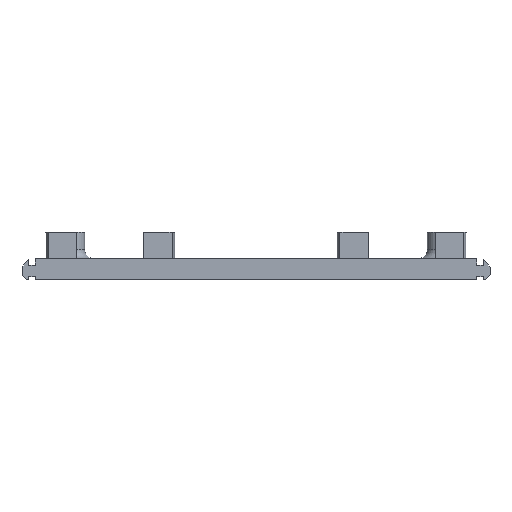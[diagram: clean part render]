
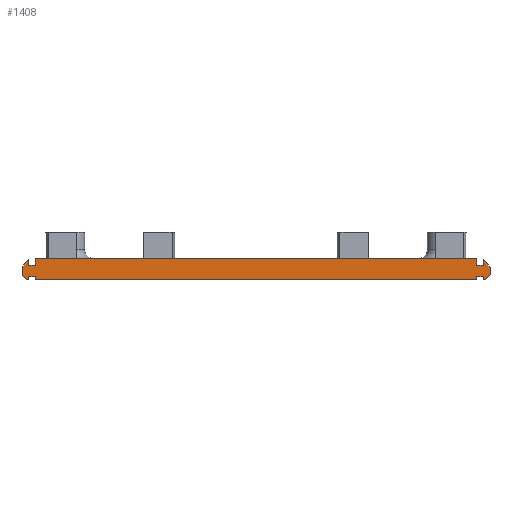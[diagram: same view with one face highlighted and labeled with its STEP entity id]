
A CAD part, front view. The second image highlights one B-rep face of the part: STEP entity #1408.
In plain terms, the highlighted planar face has unit normal (0, -1, 0).
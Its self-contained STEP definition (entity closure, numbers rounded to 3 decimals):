
#59=LINE('',#1961,#209);
#148=LINE('',#2230,#298);
#154=LINE('',#2242,#304);
#158=LINE('',#2251,#308);
#161=LINE('',#2257,#311);
#164=LINE('',#2263,#314);
#165=LINE('',#2266,#315);
#168=LINE('',#2271,#318);
#169=LINE('',#2273,#319);
#170=LINE('',#2275,#320);
#171=LINE('',#2277,#321);
#172=LINE('',#2279,#322);
#173=LINE('',#2281,#323);
#174=LINE('',#2282,#324);
#175=LINE('',#2284,#325);
#176=LINE('',#2286,#326);
#177=LINE('',#2288,#327);
#178=LINE('',#2290,#328);
#179=LINE('',#2292,#329);
#180=LINE('',#2293,#330);
#181=LINE('',#2295,#331);
#182=LINE('',#2296,#332);
#209=VECTOR('',#1571,10.);
#298=VECTOR('',#1846,10.);
#304=VECTOR('',#1854,10.);
#308=VECTOR('',#1860,10.);
#311=VECTOR('',#1865,10.);
#314=VECTOR('',#1870,10.);
#315=VECTOR('',#1873,10.);
#318=VECTOR('',#1878,10.);
#319=VECTOR('',#1879,10.);
#320=VECTOR('',#1880,10.);
#321=VECTOR('',#1881,10.);
#322=VECTOR('',#1882,10.);
#323=VECTOR('',#1883,10.);
#324=VECTOR('',#1884,10.);
#325=VECTOR('',#1885,10.);
#326=VECTOR('',#1886,10.);
#327=VECTOR('',#1887,10.);
#328=VECTOR('',#1888,10.);
#329=VECTOR('',#1889,10.);
#330=VECTOR('',#1890,10.);
#331=VECTOR('',#1891,10.);
#332=VECTOR('',#1892,10.);
#396=PLANE('',#1542);
#472=FACE_OUTER_BOUND('',#574,.T.);
#574=EDGE_LOOP('',(#1241,#1242,#1243,#1244,#1245,#1246,#1247,#1248,#1249,
#1250,#1251,#1252,#1253,#1254,#1255,#1256,#1257,#1258,#1259,#1260,#1261,
#1262));
#637=VERTEX_POINT('',#1959);
#638=VERTEX_POINT('',#1960);
#723=VERTEX_POINT('',#2226);
#725=VERTEX_POINT('',#2229);
#728=VERTEX_POINT('',#2236);
#730=VERTEX_POINT('',#2240);
#732=VERTEX_POINT('',#2245);
#734=VERTEX_POINT('',#2249);
#736=VERTEX_POINT('',#2255);
#738=VERTEX_POINT('',#2261);
#739=VERTEX_POINT('',#2265);
#741=VERTEX_POINT('',#2272);
#742=VERTEX_POINT('',#2274);
#743=VERTEX_POINT('',#2276);
#744=VERTEX_POINT('',#2278);
#745=VERTEX_POINT('',#2280);
#746=VERTEX_POINT('',#2283);
#747=VERTEX_POINT('',#2285);
#748=VERTEX_POINT('',#2287);
#749=VERTEX_POINT('',#2289);
#750=VERTEX_POINT('',#2291);
#751=VERTEX_POINT('',#2294);
#766=EDGE_CURVE('',#637,#638,#59,.T.);
#896=EDGE_CURVE('',#725,#723,#148,.T.);
#902=EDGE_CURVE('',#728,#730,#154,.T.);
#906=EDGE_CURVE('',#732,#734,#158,.T.);
#909=EDGE_CURVE('',#736,#734,#161,.F.);
#912=EDGE_CURVE('',#738,#730,#164,.F.);
#913=EDGE_CURVE('',#739,#725,#165,.T.);
#916=EDGE_CURVE('',#736,#739,#168,.T.);
#917=EDGE_CURVE('',#723,#741,#169,.T.);
#918=EDGE_CURVE('',#742,#741,#170,.F.);
#919=EDGE_CURVE('',#743,#742,#171,.F.);
#920=EDGE_CURVE('',#744,#743,#172,.F.);
#921=EDGE_CURVE('',#745,#744,#173,.F.);
#922=EDGE_CURVE('',#745,#638,#174,.T.);
#923=EDGE_CURVE('',#746,#637,#175,.F.);
#924=EDGE_CURVE('',#746,#747,#176,.T.);
#925=EDGE_CURVE('',#747,#748,#177,.T.);
#926=EDGE_CURVE('',#748,#749,#178,.T.);
#927=EDGE_CURVE('',#750,#749,#179,.F.);
#928=EDGE_CURVE('',#728,#750,#180,.F.);
#929=EDGE_CURVE('',#751,#738,#181,.F.);
#930=EDGE_CURVE('',#751,#732,#182,.T.);
#1241=ORIENTED_EDGE('',*,*,#906,.T.);
#1242=ORIENTED_EDGE('',*,*,#909,.F.);
#1243=ORIENTED_EDGE('',*,*,#916,.T.);
#1244=ORIENTED_EDGE('',*,*,#913,.T.);
#1245=ORIENTED_EDGE('',*,*,#896,.T.);
#1246=ORIENTED_EDGE('',*,*,#917,.T.);
#1247=ORIENTED_EDGE('',*,*,#918,.F.);
#1248=ORIENTED_EDGE('',*,*,#919,.F.);
#1249=ORIENTED_EDGE('',*,*,#920,.F.);
#1250=ORIENTED_EDGE('',*,*,#921,.F.);
#1251=ORIENTED_EDGE('',*,*,#922,.T.);
#1252=ORIENTED_EDGE('',*,*,#766,.F.);
#1253=ORIENTED_EDGE('',*,*,#923,.F.);
#1254=ORIENTED_EDGE('',*,*,#924,.T.);
#1255=ORIENTED_EDGE('',*,*,#925,.T.);
#1256=ORIENTED_EDGE('',*,*,#926,.T.);
#1257=ORIENTED_EDGE('',*,*,#927,.F.);
#1258=ORIENTED_EDGE('',*,*,#928,.F.);
#1259=ORIENTED_EDGE('',*,*,#902,.T.);
#1260=ORIENTED_EDGE('',*,*,#912,.F.);
#1261=ORIENTED_EDGE('',*,*,#929,.F.);
#1262=ORIENTED_EDGE('',*,*,#930,.T.);
#1408=ADVANCED_FACE('',(#472),#396,.F.);
#1542=AXIS2_PLACEMENT_3D('',#2270,#1876,#1877);
#1571=DIRECTION('',(1.,0.,0.));
#1846=DIRECTION('',(1.,0.,0.));
#1854=DIRECTION('',(1.,0.,0.));
#1860=DIRECTION('',(1.,0.,0.));
#1865=DIRECTION('',(0.,0.,1.));
#1870=DIRECTION('',(0.,0.,1.));
#1873=DIRECTION('',(0.,0.,-1.));
#1876=DIRECTION('center_axis',(0.,1.,0.));
#1877=DIRECTION('ref_axis',(1.,0.,0.));
#1878=DIRECTION('',(1.,0.,0.));
#1879=DIRECTION('',(0.657,0.,0.754));
#1880=DIRECTION('',(0.,0.,1.));
#1881=DIRECTION('',(-0.657,0.,0.754));
#1882=DIRECTION('',(0.,0.,-1.));
#1883=DIRECTION('',(-1.,0.,0.));
#1884=DIRECTION('',(0.,0.,1.));
#1885=DIRECTION('',(0.,0.,-1.));
#1886=DIRECTION('',(-1.,0.,0.));
#1887=DIRECTION('',(0.,0.,1.));
#1888=DIRECTION('',(-0.657,0.,-0.754));
#1889=DIRECTION('',(0.,0.,-1.));
#1890=DIRECTION('',(0.657,0.,-0.754));
#1891=DIRECTION('',(1.,0.,0.));
#1892=DIRECTION('',(0.,0.,-1.));
#1959=CARTESIAN_POINT('',(-50.8,0.,2.885));
#1960=CARTESIAN_POINT('',(50.8,0.,2.885));
#1961=CARTESIAN_POINT('',(-51.,0.,2.885));
#2226=CARTESIAN_POINT('',(52.797,0.,-2.));
#2229=CARTESIAN_POINT('',(52.2,0.,-2.));
#2230=CARTESIAN_POINT('',(-27.216,0.,-2.));
#2236=CARTESIAN_POINT('',(-52.797,0.,-2.));
#2240=CARTESIAN_POINT('',(-52.2,0.,-2.));
#2242=CARTESIAN_POINT('',(-27.216,0.,-2.));
#2245=CARTESIAN_POINT('',(-50.8,0.,-2.));
#2249=CARTESIAN_POINT('',(50.8,0.,-2.));
#2251=CARTESIAN_POINT('',(-27.216,0.,-2.));
#2255=CARTESIAN_POINT('',(50.8,0.,-1.3));
#2257=CARTESIAN_POINT('',(50.8,0.,-0.75));
#2261=CARTESIAN_POINT('',(-52.2,0.,-1.3));
#2263=CARTESIAN_POINT('',(-52.2,0.,-0.75));
#2265=CARTESIAN_POINT('',(52.2,0.,-1.3));
#2266=CARTESIAN_POINT('',(52.2,0.,-1.342));
#2270=CARTESIAN_POINT('Origin',(0.,0.,0.));
#2271=CARTESIAN_POINT('',(26.,0.,-1.3));
#2272=CARTESIAN_POINT('',(53.8,0.,-0.85));
#2273=CARTESIAN_POINT('',(42.411,0.,-13.906));
#2274=CARTESIAN_POINT('',(53.8,0.,0.85));
#2275=CARTESIAN_POINT('',(53.8,0.,0.462));
#2276=CARTESIAN_POINT('',(52.2,0.,2.684));
#2277=CARTESIAN_POINT('',(41.586,0.,14.851));
#2278=CARTESIAN_POINT('',(52.2,0.,1.3));
#2279=CARTESIAN_POINT('',(52.2,0.,0.75));
#2280=CARTESIAN_POINT('',(50.8,0.,1.3));
#2281=CARTESIAN_POINT('',(25.5,0.,1.3));
#2282=CARTESIAN_POINT('',(50.8,0.,1.442));
#2283=CARTESIAN_POINT('',(-50.8,0.,1.3));
#2284=CARTESIAN_POINT('',(-50.8,0.,0.75));
#2285=CARTESIAN_POINT('',(-52.2,0.,1.3));
#2286=CARTESIAN_POINT('',(-26.,0.,1.3));
#2287=CARTESIAN_POINT('',(-52.2,0.,2.684));
#2288=CARTESIAN_POINT('',(-52.2,0.,1.342));
#2289=CARTESIAN_POINT('',(-53.8,0.,0.85));
#2290=CARTESIAN_POINT('',(-42.411,0.,13.906));
#2291=CARTESIAN_POINT('',(-53.8,0.,-0.85));
#2292=CARTESIAN_POINT('',(-53.8,0.,-0.463));
#2293=CARTESIAN_POINT('',(-41.586,0.,-14.851));
#2294=CARTESIAN_POINT('',(-50.8,0.,-1.3));
#2295=CARTESIAN_POINT('',(-25.5,0.,-1.3));
#2296=CARTESIAN_POINT('',(-50.8,0.,-1.442));
